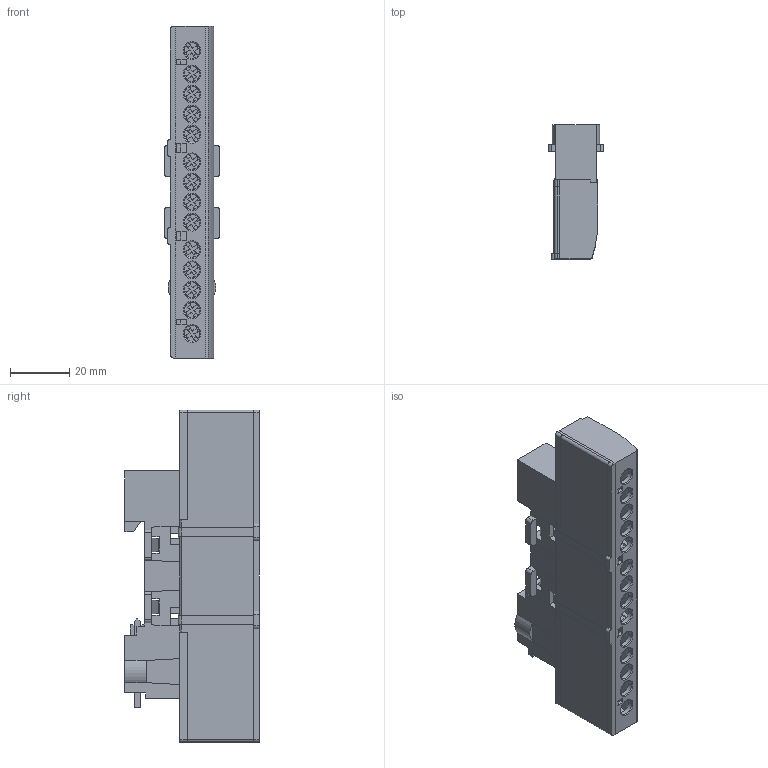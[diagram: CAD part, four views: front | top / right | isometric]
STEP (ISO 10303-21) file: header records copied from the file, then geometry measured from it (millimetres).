
FILE_DESCRIPTION (( 'STEP AP214' ), '1' );
FILE_NAME ('KSN-6-8x12-14 BLUE.STEP', '2023-11-22T12:53:23', ( '' ), ( '' ), 'SwSTEP 2.0', 'SolidWorks 2022', '' );
FILE_SCHEMA (( 'AUTOMOTIVE_DESIGN' ));
Length unit declared in the file: millimetre
Products named in the file (7): КМ Шина 14 - 8х12_(2).STEP; Подставка универсал 140421.STEP; крышка 8х12-14_140421.STEP; крышка2 8х12-14_140421.STEP; KSN-6-8x12-14 BLUE; Винт М5х10.STEP; защелка
Assembly tree (19 placements, depth 2):
  KSN-6-8x12-14 BLUE
    Подставка универсал 140421.STEP
    крышка 8х12-14_140421.STEP
    крышка2 8х12-14_140421.STEP
    КМ Шина 14 - 8х12_(2).STEP
    Винт М5х10.STEP  x14
    защелка
Bounding box: 18.8 x 45.4 x 112.2 mm (x, y, z)
Volume: 35209.3 mm3; surface area: 39001.7 mm2
Topology: 19 solids, 19 shells, 1824 faces, 4959 edges, 3218 vertices
Faces by surface type: plane 1082, cylinder 293, bspline 224, cone 141, torus 84
Entity records: 60661 total; most frequent: CARTESIAN_POINT 22045, ORIENTED_EDGE 7994, DIRECTION 6620, EDGE_CURVE 3997, LINE 2772, VECTOR 2772, VERTEX_POINT 2594, AXIS2_PLACEMENT_3D 1924
